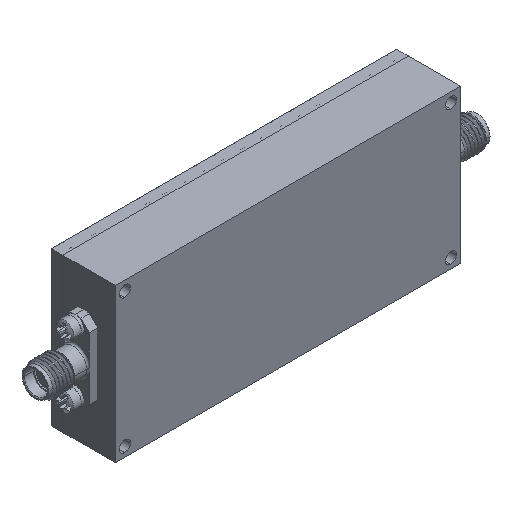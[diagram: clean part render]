
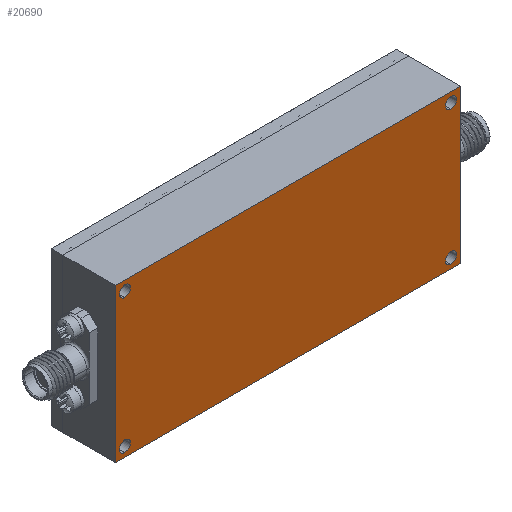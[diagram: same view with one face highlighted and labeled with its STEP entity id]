
A CAD part, isometric view. The second image highlights one B-rep face of the part: STEP entity #20690.
In plain terms, the highlighted planar face has unit normal (0, -1, 0).
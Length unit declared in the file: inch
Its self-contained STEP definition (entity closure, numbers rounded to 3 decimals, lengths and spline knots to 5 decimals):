
#171 = EDGE_CURVE ( 'NONE', #17411, #24602, #29914, .T. ) ;
#268 = AXIS2_PLACEMENT_3D ( 'NONE', #6988, #15931, #24672 ) ;
#710 = VECTOR ( 'NONE', #18947, 39.37008 ) ;
#1061 = EDGE_LOOP ( 'NONE', ( #23643, #6508, #9660, #33873 ) ) ;
#1504 = DIRECTION ( 'NONE',  ( 0., 0., -1. ) ) ;
#1576 = CARTESIAN_POINT ( 'NONE',  ( 2.7, -0.41, 1.2 ) ) ;
#1591 = VERTEX_POINT ( 'NONE', #33323 ) ;
#1712 = CARTESIAN_POINT ( 'NONE',  ( 2.625, -0.41, 1.125 ) ) ;
#1896 = DIRECTION ( 'NONE',  ( 0., -1., 0. ) ) ;
#2298 = EDGE_CURVE ( 'NONE', #26510, #34446, #32727, .T. ) ;
#3070 = DIRECTION ( 'NONE',  ( 0., 1., 0. ) ) ;
#3818 = CARTESIAN_POINT ( 'NONE',  ( 2.625, -0.41, 0.075 ) ) ;
#4076 = AXIS2_PLACEMENT_3D ( 'NONE', #3818, #15484, #8815 ) ;
#4387 = CARTESIAN_POINT ( 'NONE',  ( 0.075, -0.41, 0.075 ) ) ;
#4427 = EDGE_LOOP ( 'NONE', ( #37290, #10248 ) ) ;
#4801 = EDGE_CURVE ( 'NONE', #20757, #17411, #24599, .T. ) ;
#5973 = CARTESIAN_POINT ( 'NONE',  ( 0., -0.41, 0. ) ) ;
#6059 = DIRECTION ( 'NONE',  ( 0., 0., -1. ) ) ;
#6342 = DIRECTION ( 'NONE',  ( 0., 0., 1. ) ) ;
#6463 = DIRECTION ( 'NONE',  ( 1., 0., 0. ) ) ;
#6508 = ORIENTED_EDGE ( 'NONE', *, *, #24580, .F. ) ;
#6988 = CARTESIAN_POINT ( 'NONE',  ( 2.625, -0.41, 0.075 ) ) ;
#7101 = CARTESIAN_POINT ( 'NONE',  ( 0., -0.41, 0. ) ) ;
#7287 = DIRECTION ( 'NONE',  ( 0., 0., -1. ) ) ;
#7709 = CARTESIAN_POINT ( 'NONE',  ( 0., -0.41, 0. ) ) ;
#8036 = AXIS2_PLACEMENT_3D ( 'NONE', #1712, #1896, #7287 ) ;
#8217 = CIRCLE ( 'NONE', #268, 0.043 ) ;
#8815 = DIRECTION ( 'NONE',  ( 0., 0., -1. ) ) ;
#8822 = FACE_BOUND ( 'NONE', #27697, .T. ) ;
#9660 = ORIENTED_EDGE ( 'NONE', *, *, #26204, .F. ) ;
#9937 = VECTOR ( 'NONE', #6463, 39.37008 ) ;
#9983 = ORIENTED_EDGE ( 'NONE', *, *, #23923, .F. ) ;
#10060 = DIRECTION ( 'NONE',  ( 0., -1., 0. ) ) ;
#10248 = ORIENTED_EDGE ( 'NONE', *, *, #2298, .F. ) ;
#10316 = DIRECTION ( 'NONE',  ( 0., 0., -1. ) ) ;
#11167 = ORIENTED_EDGE ( 'NONE', *, *, #22094, .F. ) ;
#11844 = CARTESIAN_POINT ( 'NONE',  ( 0.075, -0.41, 1.168 ) ) ;
#11946 = DIRECTION ( 'NONE',  ( 0., -1., 0. ) ) ;
#11990 = CARTESIAN_POINT ( 'NONE',  ( 0., -0.41, 1.2 ) ) ;
#12802 = VERTEX_POINT ( 'NONE', #11844 ) ;
#12924 = CARTESIAN_POINT ( 'NONE',  ( 0.075, -0.41, 1.125 ) ) ;
#13051 = LINE ( 'NONE', #7709, #710 ) ;
#13796 = CARTESIAN_POINT ( 'NONE',  ( 0.075, -0.41, 0.118 ) ) ;
#13804 = EDGE_CURVE ( 'NONE', #1591, #32637, #36979, .T. ) ;
#14442 = CARTESIAN_POINT ( 'NONE',  ( 2.7, -0.41, 0. ) ) ;
#14646 = ORIENTED_EDGE ( 'NONE', *, *, #28892, .F. ) ;
#15484 = DIRECTION ( 'NONE',  ( 0., -1., 0. ) ) ;
#15931 = DIRECTION ( 'NONE',  ( 0., -1., 0. ) ) ;
#16419 = CARTESIAN_POINT ( 'NONE',  ( 0.075, -0.41, 1.125 ) ) ;
#17313 = EDGE_CURVE ( 'NONE', #32637, #1591, #36754, .T. ) ;
#17411 = VERTEX_POINT ( 'NONE', #19771 ) ;
#18084 = AXIS2_PLACEMENT_3D ( 'NONE', #34860, #11946, #6059 ) ;
#18500 = CARTESIAN_POINT ( 'NONE',  ( 2.7, -0.41, 0. ) ) ;
#18713 = CARTESIAN_POINT ( 'NONE',  ( 0., -0.41, 0. ) ) ;
#18888 = CIRCLE ( 'NONE', #28618, 0.043 ) ;
#18947 = DIRECTION ( 'NONE',  ( -1., 0., 0. ) ) ;
#19771 = CARTESIAN_POINT ( 'NONE',  ( 0., -0.41, 1.2 ) ) ;
#20442 = FACE_OUTER_BOUND ( 'NONE', #1061, .T. ) ;
#20602 = VERTEX_POINT ( 'NONE', #26176 ) ;
#20690 = ADVANCED_FACE ( 'NONE', ( #34965, #20823, #32482, #8822, #20442 ), #32102, .F. ) ;
#20757 = VERTEX_POINT ( 'NONE', #7101 ) ;
#20823 = FACE_BOUND ( 'NONE', #23537, .T. ) ;
#21283 = AXIS2_PLACEMENT_3D ( 'NONE', #12924, #10060, #35450 ) ;
#21621 = EDGE_CURVE ( 'NONE', #27452, #12802, #26156, .T. ) ;
#22094 = EDGE_CURVE ( 'NONE', #12802, #27452, #18888, .T. ) ;
#22994 = CARTESIAN_POINT ( 'NONE',  ( 2.625, -0.41, 1.125 ) ) ;
#23487 = AXIS2_PLACEMENT_3D ( 'NONE', #22994, #33418, #29485 ) ;
#23537 = EDGE_LOOP ( 'NONE', ( #9983, #14646 ) ) ;
#23643 = ORIENTED_EDGE ( 'NONE', *, *, #4801, .F. ) ;
#23657 = AXIS2_PLACEMENT_3D ( 'NONE', #5973, #3070, #6342 ) ;
#23776 = ORIENTED_EDGE ( 'NONE', *, *, #13804, .F. ) ;
#23923 = EDGE_CURVE ( 'NONE', #33965, #20602, #33635, .T. ) ;
#24580 = EDGE_CURVE ( 'NONE', #26089, #20757, #13051, .T. ) ;
#24599 = LINE ( 'NONE', #18713, #26094 ) ;
#24602 = VERTEX_POINT ( 'NONE', #1576 ) ;
#24672 = DIRECTION ( 'NONE',  ( 0., 0., -1. ) ) ;
#25148 = ORIENTED_EDGE ( 'NONE', *, *, #17313, .F. ) ;
#26089 = VERTEX_POINT ( 'NONE', #14442 ) ;
#26094 = VECTOR ( 'NONE', #27484, 39.37008 ) ;
#26156 = CIRCLE ( 'NONE', #21283, 0.043 ) ;
#26176 = CARTESIAN_POINT ( 'NONE',  ( 2.625, -0.41, 1.168 ) ) ;
#26204 = EDGE_CURVE ( 'NONE', #24602, #26089, #27277, .T. ) ;
#26510 = VERTEX_POINT ( 'NONE', #31836 ) ;
#26888 = EDGE_CURVE ( 'NONE', #34446, #26510, #8217, .T. ) ;
#26976 = AXIS2_PLACEMENT_3D ( 'NONE', #4387, #31422, #10316 ) ;
#27190 = CIRCLE ( 'NONE', #23487, 0.043 ) ;
#27277 = LINE ( 'NONE', #18500, #27658 ) ;
#27452 = VERTEX_POINT ( 'NONE', #28771 ) ;
#27484 = DIRECTION ( 'NONE',  ( 0., 0., 1. ) ) ;
#27658 = VECTOR ( 'NONE', #1504, 39.37008 ) ;
#27697 = EDGE_LOOP ( 'NONE', ( #23776, #25148 ) ) ;
#28618 = AXIS2_PLACEMENT_3D ( 'NONE', #16419, #34746, #34000 ) ;
#28771 = CARTESIAN_POINT ( 'NONE',  ( 0.075, -0.41, 1.082 ) ) ;
#28892 = EDGE_CURVE ( 'NONE', #20602, #33965, #27190, .T. ) ;
#29485 = DIRECTION ( 'NONE',  ( 0., 0., -1. ) ) ;
#29914 = LINE ( 'NONE', #11990, #9937 ) ;
#31401 = CARTESIAN_POINT ( 'NONE',  ( 2.625, -0.41, 1.082 ) ) ;
#31422 = DIRECTION ( 'NONE',  ( 0., -1., 0. ) ) ;
#31836 = CARTESIAN_POINT ( 'NONE',  ( 2.625, -0.41, 0.118 ) ) ;
#32102 = PLANE ( 'NONE',  #23657 ) ;
#32482 = FACE_BOUND ( 'NONE', #4427, .T. ) ;
#32637 = VERTEX_POINT ( 'NONE', #13796 ) ;
#32727 = CIRCLE ( 'NONE', #4076, 0.043 ) ;
#33323 = CARTESIAN_POINT ( 'NONE',  ( 0.075, -0.41, 0.032 ) ) ;
#33418 = DIRECTION ( 'NONE',  ( 0., -1., 0. ) ) ;
#33450 = ORIENTED_EDGE ( 'NONE', *, *, #21621, .F. ) ;
#33635 = CIRCLE ( 'NONE', #8036, 0.043 ) ;
#33873 = ORIENTED_EDGE ( 'NONE', *, *, #171, .F. ) ;
#33965 = VERTEX_POINT ( 'NONE', #31401 ) ;
#34000 = DIRECTION ( 'NONE',  ( 0., 0., -1. ) ) ;
#34446 = VERTEX_POINT ( 'NONE', #36824 ) ;
#34746 = DIRECTION ( 'NONE',  ( 0., -1., 0. ) ) ;
#34860 = CARTESIAN_POINT ( 'NONE',  ( 0.075, -0.41, 0.075 ) ) ;
#34965 = FACE_BOUND ( 'NONE', #35507, .T. ) ;
#35450 = DIRECTION ( 'NONE',  ( 0., 0., -1. ) ) ;
#35507 = EDGE_LOOP ( 'NONE', ( #33450, #11167 ) ) ;
#36754 = CIRCLE ( 'NONE', #26976, 0.043 ) ;
#36824 = CARTESIAN_POINT ( 'NONE',  ( 2.625, -0.41, 0.032 ) ) ;
#36979 = CIRCLE ( 'NONE', #18084, 0.043 ) ;
#37290 = ORIENTED_EDGE ( 'NONE', *, *, #26888, .F. ) ;
